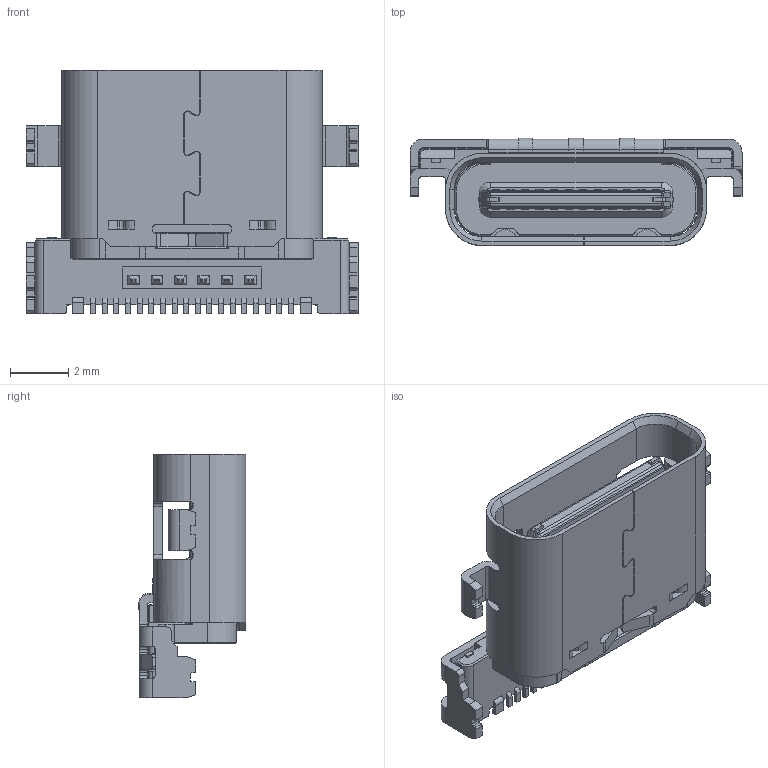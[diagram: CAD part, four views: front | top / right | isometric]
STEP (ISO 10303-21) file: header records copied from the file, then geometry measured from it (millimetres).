
FILE_DESCRIPTION(('Creo Elements/Direct Modeling STEP Export'),'2;1');
FILE_NAME('151210_CX70M-24P1(REV.1_MID PLATE R).stp','2015-12-10T 9:15:18',(''),(''),'Creo Elements/Direct Modeling STEP processor for AP214 (Solid Model)','Creo Elements/Direct Modeling 17.0C 05-Feb-2011 (C) Parametric Technology GmbH','');
FILE_SCHEMA(('AUTOMOTIVE_DESIGN { 1 0 10303 214 1 1 1 1 }'));
Length unit declared in the file: millimetre
Products named in the file (3): CX70M-24P1; CX70M-24P1.stp
Assembly tree (2 placements, depth 3):
  CX70M-24P1.stp
    CX70M-24P1
      CX70M-24P1
Bounding box: 11.4 x 3.69 x 8.35 mm (x, y, z)
Volume: 114.6 mm3; surface area: 550.1 mm2
Topology: 1 solids, 14 shells, 1653 faces, 4567 edges, 2904 vertices
Faces by surface type: plane 1142, cylinder 402, torus 62, cone 33, bspline 10, sphere 4
Entity records: 60085 total; most frequent: CARTESIAN_POINT 10337, ORIENTED_EDGE 9126, DIRECTION 8494, EDGE_CURVE 4563, VECTOR 3378, LINE 3378, VERTEX_POINT 2904, AXIS2_PLACEMENT_3D 2558
